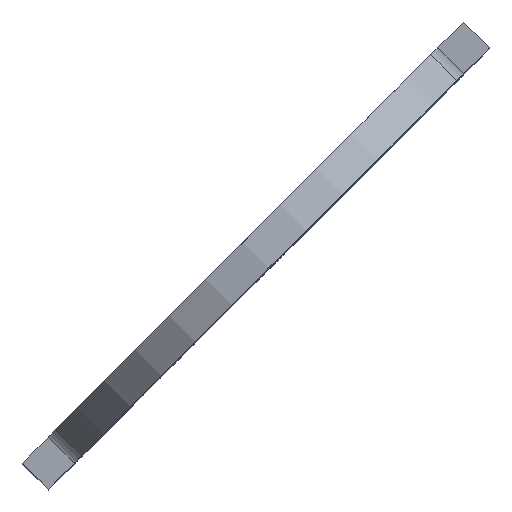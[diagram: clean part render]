
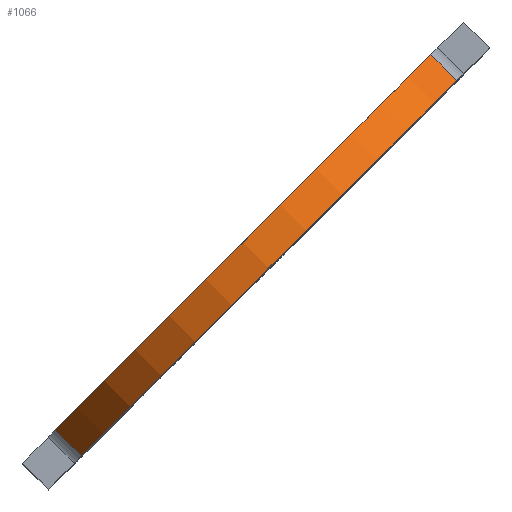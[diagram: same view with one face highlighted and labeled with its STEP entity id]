
A CAD part, top view. The second image highlights one B-rep face of the part: STEP entity #1066.
In plain terms, the highlighted cylindrical face has radius 25.43 mm (diameter 50.861 mm), a partial arc.
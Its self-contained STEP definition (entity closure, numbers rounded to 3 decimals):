
#93=FACE_OUTER_BOUND('',#161,.T.);
#161=EDGE_LOOP('',(#850,#851,#852,#853));
#256=LINE('',#1771,#341);
#257=LINE('',#1775,#342);
#341=VECTOR('',#1440,10.);
#342=VECTOR('',#1445,10.);
#392=CIRCLE('',#1137,25.43);
#431=CIRCLE('',#1188,25.43);
#483=VERTEX_POINT('',#1653);
#484=VERTEX_POINT('',#1655);
#528=VERTEX_POINT('',#1769);
#529=VERTEX_POINT('',#1773);
#596=EDGE_CURVE('',#483,#484,#392,.T.);
#656=EDGE_CURVE('',#528,#483,#256,.T.);
#657=EDGE_CURVE('',#528,#529,#431,.T.);
#658=EDGE_CURVE('',#484,#529,#257,.T.);
#850=ORIENTED_EDGE('',*,*,#656,.F.);
#851=ORIENTED_EDGE('',*,*,#657,.T.);
#852=ORIENTED_EDGE('',*,*,#658,.F.);
#853=ORIENTED_EDGE('',*,*,#596,.F.);
#1030=CYLINDRICAL_SURFACE('',#1187,25.43);
#1066=ADVANCED_FACE('',(#93),#1030,.T.);
#1137=AXIS2_PLACEMENT_3D('',#1656,#1319,#1320);
#1187=AXIS2_PLACEMENT_3D('',#1772,#1441,#1442);
#1188=AXIS2_PLACEMENT_3D('',#1774,#1443,#1444);
#1319=DIRECTION('center_axis',(0.707,-0.707,0.));
#1320=DIRECTION('ref_axis',(0.626,0.626,0.466));
#1440=DIRECTION('',(0.707,-0.707,0.));
#1441=DIRECTION('center_axis',(0.707,-0.707,0.));
#1442=DIRECTION('ref_axis',(0.626,0.626,0.466));
#1443=DIRECTION('center_axis',(0.707,-0.707,0.));
#1444=DIRECTION('ref_axis',(0.626,0.626,0.466));
#1445=DIRECTION('',(-0.707,0.707,0.));
#1653=CARTESIAN_POINT('',(-2920.003,2907.854,227.386));
#1655=CARTESIAN_POINT('',(-2950.679,2877.177,227.386));
#1656=CARTESIAN_POINT('Origin',(-2935.341,2892.516,214.112));
#1769=CARTESIAN_POINT('',(-2922.124,2909.975,227.386));
#1771=CARTESIAN_POINT('',(-2922.124,2909.975,227.386));
#1772=CARTESIAN_POINT('Origin',(-2937.462,2894.637,214.112));
#1773=CARTESIAN_POINT('',(-2952.8,2879.299,227.386));
#1774=CARTESIAN_POINT('Origin',(-2937.462,2894.637,214.112));
#1775=CARTESIAN_POINT('',(-2952.8,2879.299,227.386));
